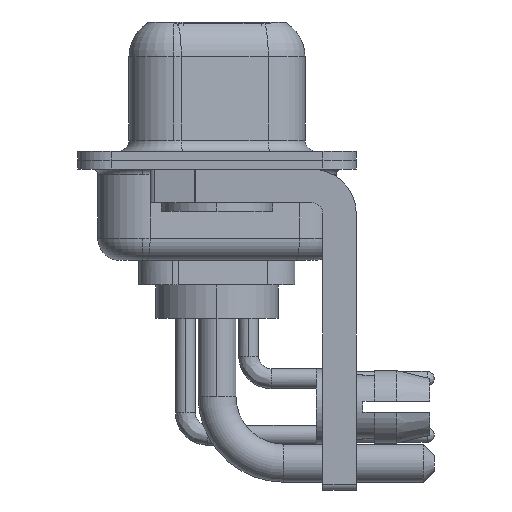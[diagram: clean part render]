
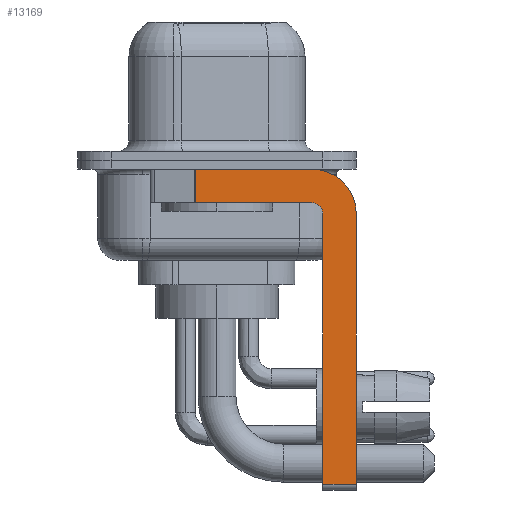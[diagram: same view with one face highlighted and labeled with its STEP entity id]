
A CAD part, left-side view. The second image highlights one B-rep face of the part: STEP entity #13169.
In plain terms, the highlighted planar face has unit normal (-1, 0, 0).
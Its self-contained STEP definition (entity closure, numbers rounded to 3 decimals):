
#105 = VERTEX_POINT ( 'NONE', #10092 ) ;
#135 = DIRECTION ( 'NONE',  ( 0., 0., -1. ) ) ;
#505 = EDGE_CURVE ( 'NONE', #10854, #885, #10443, .T. ) ;
#537 = EDGE_LOOP ( 'NONE', ( #16992, #8751, #13505, #7941, #5266, #8282, #2225, #17861 ) ) ;
#754 = LINE ( 'NONE', #5433, #2220 ) ;
#885 = VERTEX_POINT ( 'NONE', #1181 ) ;
#1181 = CARTESIAN_POINT ( 'NONE',  ( -2.9, 0.978, -1.9 ) ) ;
#1370 = CARTESIAN_POINT ( 'NONE',  ( -2.9, -4.75, -2.4 ) ) ;
#2082 = EDGE_CURVE ( 'NONE', #9694, #12382, #18371, .T. ) ;
#2176 = AXIS2_PLACEMENT_3D ( 'NONE', #2749, #13189, #7259 ) ;
#2220 = VECTOR ( 'NONE', #14490, 1000. ) ;
#2225 = ORIENTED_EDGE ( 'NONE', *, *, #8625, .F. ) ;
#2237 = AXIS2_PLACEMENT_3D ( 'NONE', #18063, #16585, #2851 ) ;
#2620 = LINE ( 'NONE', #17541, #5535 ) ;
#2749 = CARTESIAN_POINT ( 'NONE',  ( -2.9, -4.25, -2.4 ) ) ;
#2851 = DIRECTION ( 'NONE',  ( 0., 0., -1. ) ) ;
#3198 = VERTEX_POINT ( 'NONE', #8688 ) ;
#3231 = PLANE ( 'NONE',  #2237 ) ;
#3522 = EDGE_CURVE ( 'NONE', #14975, #12015, #13918, .T. ) ;
#4097 = CARTESIAN_POINT ( 'NONE',  ( -2.9, -4.25, -1.9 ) ) ;
#4993 = VECTOR ( 'NONE', #6124, 1000. ) ;
#5011 = DIRECTION ( 'NONE',  ( 0., -1., 0. ) ) ;
#5066 = DIRECTION ( 'NONE',  ( -1., 0., 0. ) ) ;
#5266 = ORIENTED_EDGE ( 'NONE', *, *, #6479, .F. ) ;
#5433 = CARTESIAN_POINT ( 'NONE',  ( -2.9, -6.25, -2.4 ) ) ;
#5535 = VECTOR ( 'NONE', #11509, 1000. ) ;
#5764 = CARTESIAN_POINT ( 'NONE',  ( -2.9, 0.978, -1.9 ) ) ;
#5954 = CARTESIAN_POINT ( 'NONE',  ( -2.9, -4.75, -14.55 ) ) ;
#6124 = DIRECTION ( 'NONE',  ( 0., 0., 1. ) ) ;
#6479 = EDGE_CURVE ( 'NONE', #9694, #14975, #13819, .T. ) ;
#7259 = DIRECTION ( 'NONE',  ( 0., 0., -1. ) ) ;
#7402 = AXIS2_PLACEMENT_3D ( 'NONE', #18422, #5066, #9535 ) ;
#7667 = CARTESIAN_POINT ( 'NONE',  ( -2.9, 0.978, -0.4 ) ) ;
#7941 = ORIENTED_EDGE ( 'NONE', *, *, #3522, .F. ) ;
#8282 = ORIENTED_EDGE ( 'NONE', *, *, #2082, .T. ) ;
#8625 = EDGE_CURVE ( 'NONE', #105, #12382, #754, .T. ) ;
#8688 = CARTESIAN_POINT ( 'NONE',  ( -2.9, -4.25, -0.4 ) ) ;
#8751 = ORIENTED_EDGE ( 'NONE', *, *, #505, .T. ) ;
#9535 = DIRECTION ( 'NONE',  ( 0., 0., 1. ) ) ;
#9663 = CIRCLE ( 'NONE', #2176, 2. ) ;
#9694 = VERTEX_POINT ( 'NONE', #5954 ) ;
#10092 = CARTESIAN_POINT ( 'NONE',  ( -2.9, -6.25, -2.4 ) ) ;
#10443 = LINE ( 'NONE', #5764, #18198 ) ;
#10854 = VERTEX_POINT ( 'NONE', #7667 ) ;
#11112 = EDGE_CURVE ( 'NONE', #3198, #105, #9663, .T. ) ;
#11509 = DIRECTION ( 'NONE',  ( 0., 1., 0. ) ) ;
#12015 = VERTEX_POINT ( 'NONE', #4097 ) ;
#12025 = VECTOR ( 'NONE', #5011, 1000. ) ;
#12119 = FACE_OUTER_BOUND ( 'NONE', #537, .T. ) ;
#12382 = VERTEX_POINT ( 'NONE', #17503 ) ;
#13169 = ADVANCED_FACE ( 'NONE', ( #12119 ), #3231, .F. ) ;
#13189 = DIRECTION ( 'NONE',  ( 1., 0., 0. ) ) ;
#13505 = ORIENTED_EDGE ( 'NONE', *, *, #16345, .F. ) ;
#13819 = LINE ( 'NONE', #16349, #4993 ) ;
#13918 = CIRCLE ( 'NONE', #7402, 0.5 ) ;
#13940 = DIRECTION ( 'NONE',  ( 0., -1., 0. ) ) ;
#14490 = DIRECTION ( 'NONE',  ( 0., 0., -1. ) ) ;
#14975 = VERTEX_POINT ( 'NONE', #1370 ) ;
#15627 = CARTESIAN_POINT ( 'NONE',  ( -2.9, -4.25, -14.55 ) ) ;
#16345 = EDGE_CURVE ( 'NONE', #12015, #885, #2620, .T. ) ;
#16349 = CARTESIAN_POINT ( 'NONE',  ( -2.9, -4.75, -14.8 ) ) ;
#16585 = DIRECTION ( 'NONE',  ( 1., 0., 0. ) ) ;
#16959 = LINE ( 'NONE', #18626, #17117 ) ;
#16992 = ORIENTED_EDGE ( 'NONE', *, *, #18440, .F. ) ;
#17117 = VECTOR ( 'NONE', #13940, 1000. ) ;
#17503 = CARTESIAN_POINT ( 'NONE',  ( -2.9, -6.25, -14.55 ) ) ;
#17541 = CARTESIAN_POINT ( 'NONE',  ( -2.9, -4.25, -1.9 ) ) ;
#17861 = ORIENTED_EDGE ( 'NONE', *, *, #11112, .F. ) ;
#18063 = CARTESIAN_POINT ( 'NONE',  ( -2.9, -4.25, -2.4 ) ) ;
#18198 = VECTOR ( 'NONE', #135, 1000. ) ;
#18371 = LINE ( 'NONE', #15627, #12025 ) ;
#18422 = CARTESIAN_POINT ( 'NONE',  ( -2.9, -4.25, -2.4 ) ) ;
#18440 = EDGE_CURVE ( 'NONE', #10854, #3198, #16959, .T. ) ;
#18626 = CARTESIAN_POINT ( 'NONE',  ( -2.9, 3., -0.4 ) ) ;
